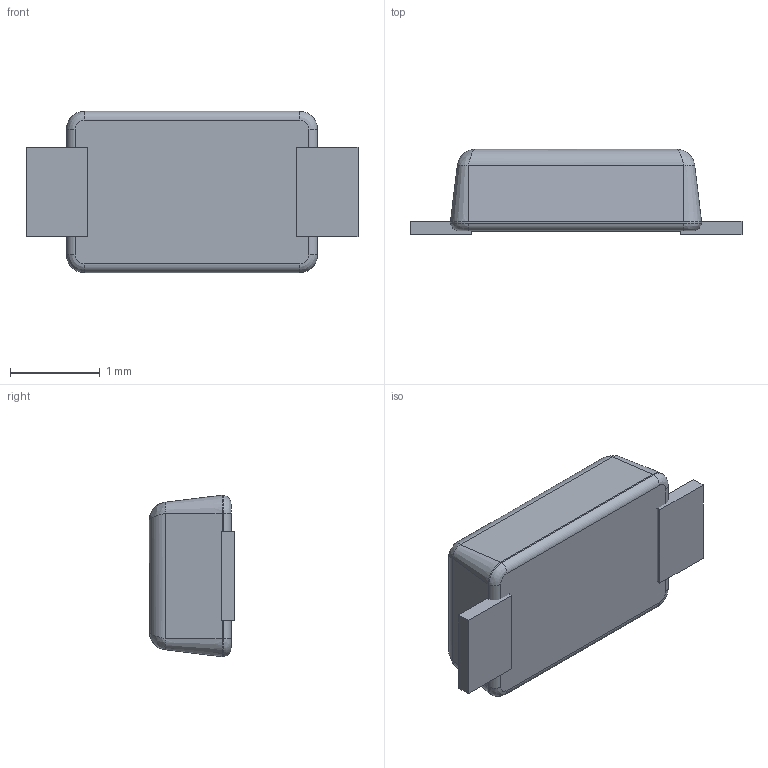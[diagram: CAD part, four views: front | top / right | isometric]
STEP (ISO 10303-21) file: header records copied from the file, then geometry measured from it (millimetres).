
FILE_DESCRIPTION(/* description */ (''),/* implementation_level */ '2;1');
FILE_NAME(/* name */ 'SOD-123W Outline Structure.stp',/* time_stamp */ '2020-04-24T10:43:50+08:00',/* author */ ('he.song'),/* organization */ (''),/* preprocessor_version */ 'ST-DEVELOPER v16.13',/* originating_system */ 'Autodesk Inventor 2018',/* authorisation */ '');
FILE_SCHEMA (('AUTOMOTIVE_DESIGN { 1 0 10303 214 3 1 1 }'));
Length unit declared in the file: millimetre
Products named in the file (4): SOD-123W RS1JLW; SOD-123W LF; SOD-123W Body; 印字
Assembly tree (3 placements, depth 2):
  SOD-123W RS1JLW
    SOD-123W LF
    SOD-123W Body
    印字
Bounding box: 3.7 x 0.95 x 1.8 mm (x, y, z)
Volume: 4.4 mm3; surface area: 21 mm2
Topology: 5 solids, 5 shells, 83 faces, 194 edges, 116 vertices
Faces by surface type: plane 53, cylinder 14, bspline 8, cone 8
Entity records: 2695 total; most frequent: CARTESIAN_POINT 681, DIRECTION 384, ORIENTED_EDGE 382, EDGE_CURVE 190, LINE 146, VECTOR 146, AXIS2_PLACEMENT_3D 119, VERTEX_POINT 116
